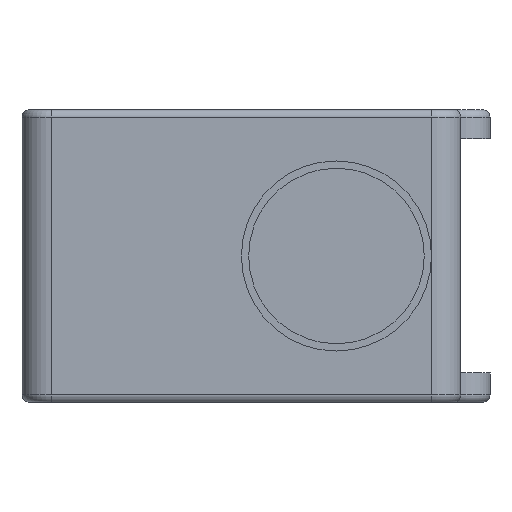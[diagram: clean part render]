
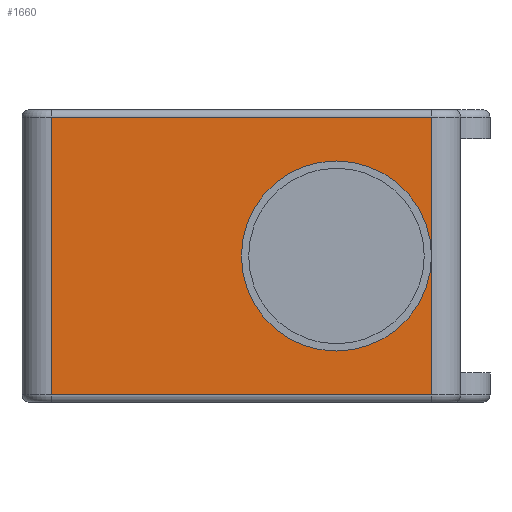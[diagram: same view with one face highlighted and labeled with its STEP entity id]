
A CAD part, left-side view. The second image highlights one B-rep face of the part: STEP entity #1660.
In plain terms, the highlighted planar face has unit normal (-1, 0, 0).
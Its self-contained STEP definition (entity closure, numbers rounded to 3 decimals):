
#495=CARTESIAN_POINT('',(-68.,-6.5,0.));
#496=DIRECTION('',(-1.,0.,0.));
#497=DIRECTION('',(0.,1.,0.));
#498=AXIS2_PLACEMENT_3D('',#495,#496,#497);
#503=DIRECTION('',(0.,0.,-1.));
#504=VECTOR('',#503,9.5);
#505=CARTESIAN_POINT('',(-68.,-13.,0.));
#506=LINE('',#505,#504);
#510=DIRECTION('',(0.,1.,0.));
#511=VECTOR('',#510,26.);
#512=CARTESIAN_POINT('',(-68.,-13.,-9.5));
#513=LINE('',#512,#511);
#517=DIRECTION('',(0.,0.,-1.));
#518=VECTOR('',#517,19.);
#519=CARTESIAN_POINT('',(-68.,13.,9.5));
#520=LINE('',#519,#518);
#524=DIRECTION('',(0.,-1.,0.));
#525=VECTOR('',#524,26.);
#526=CARTESIAN_POINT('',(-68.,13.,9.5));
#527=LINE('',#526,#525);
#531=DIRECTION('',(0.,0.,-1.));
#532=VECTOR('',#531,9.5);
#533=CARTESIAN_POINT('',(-68.,-13.,9.5));
#534=LINE('',#533,#532);
#538=CARTESIAN_POINT('',(-68.,-6.5,0.));
#539=DIRECTION('',(-1.,0.,0.));
#540=DIRECTION('',(0.,-1.,0.));
#541=AXIS2_PLACEMENT_3D('',#538,#539,#540);
#1250=CARTESIAN_POINT('',(-68.,0.,0.));
#1251=CARTESIAN_POINT('',(-68.,-13.,0.));
#1252=VERTEX_POINT('',#1250);
#1253=VERTEX_POINT('',#1251);
#1296=CARTESIAN_POINT('',(-68.,-13.,-9.5));
#1297=VERTEX_POINT('',#1296);
#1300=CARTESIAN_POINT('',(-68.,13.,-9.5));
#1301=VERTEX_POINT('',#1300);
#1356=CARTESIAN_POINT('',(-68.,13.,9.5));
#1357=VERTEX_POINT('',#1356);
#1360=CARTESIAN_POINT('',(-68.,-13.,9.5));
#1361=VERTEX_POINT('',#1360);
#1641=CARTESIAN_POINT('',(-68.,15.,-10.));
#1642=DIRECTION('',(-1.,0.,0.));
#1643=DIRECTION('',(0.,-1.,0.));
#1644=AXIS2_PLACEMENT_3D('',#1641,#1642,#1643);
#1645=PLANE('',#1644);
#1647=ORIENTED_EDGE('',*,*,#1646,.T.);
#1648=ORIENTED_EDGE('',*,*,#1636,.T.);
#1650=ORIENTED_EDGE('',*,*,#1649,.T.);
#1652=ORIENTED_EDGE('',*,*,#1651,.F.);
#1654=ORIENTED_EDGE('',*,*,#1653,.T.);
#1655=ORIENTED_EDGE('',*,*,#1630,.T.);
#1657=ORIENTED_EDGE('',*,*,#1656,.T.);
#1658=EDGE_LOOP('',(#1647,#1648,#1650,#1652,#1654,#1655,#1657));
#1659=FACE_OUTER_BOUND('',#1658,.F.);
#1660=ADVANCED_FACE('',(#1659),#1645,.T.);
#499=CIRCLE('',#498,6.5);
#542=CIRCLE('',#541,6.5);
#1630=EDGE_CURVE('',#1361,#1253,#534,.T.);
#1636=EDGE_CURVE('',#1253,#1297,#506,.T.);
#1646=EDGE_CURVE('',#1252,#1253,#499,.T.);
#1649=EDGE_CURVE('',#1297,#1301,#513,.T.);
#1651=EDGE_CURVE('',#1357,#1301,#520,.T.);
#1653=EDGE_CURVE('',#1357,#1361,#527,.T.);
#1656=EDGE_CURVE('',#1253,#1252,#542,.T.);
